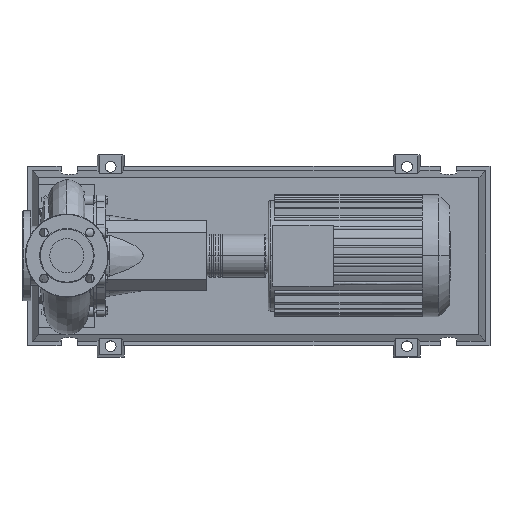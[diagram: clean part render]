
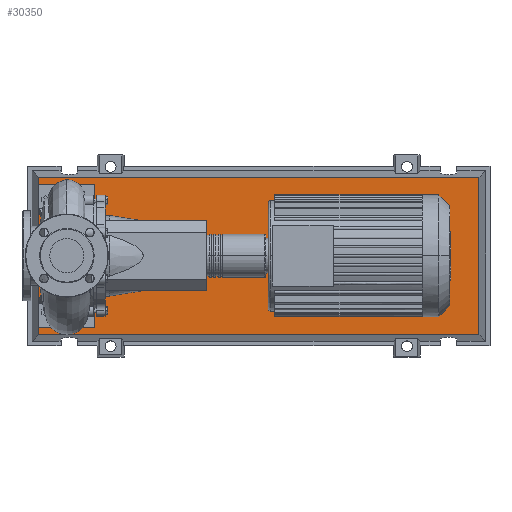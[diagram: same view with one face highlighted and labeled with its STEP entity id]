
A CAD part, top view. The second image highlights one B-rep face of the part: STEP entity #30350.
In plain terms, the highlighted planar face has unit normal (0, 0, 1).
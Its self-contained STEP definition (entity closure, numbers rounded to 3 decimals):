
#30031=CARTESIAN_POINT('',(917.971,-175.471,103.0));
#30032=VERTEX_POINT('',#30031);
#30039=CARTESIAN_POINT('',(-62.971,-175.471,103.0));
#30040=VERTEX_POINT('',#30039);
#30041=CARTESIAN_POINT('',(917.971,-175.471,103.0));
#30042=DIRECTION('',(-1.0,0.0,0.0));
#30043=VECTOR('',#30042,980.941);
#30044=LINE('',#30041,#30043);
#30045=EDGE_CURVE('',#30032,#30040,#30044,.T.);
#30263=CARTESIAN_POINT('',(917.971,175.471,103.0));
#30264=VERTEX_POINT('',#30263);
#30265=CARTESIAN_POINT('',(917.971,175.471,103.0));
#30266=DIRECTION('',(0.0,-1.0,0.0));
#30267=VECTOR('',#30266,350.941);
#30268=LINE('',#30265,#30267);
#30269=EDGE_CURVE('',#30264,#30032,#30268,.T.);
#30287=CARTESIAN_POINT('',(-62.971,175.471,103.0));
#30288=VERTEX_POINT('',#30287);
#30289=CARTESIAN_POINT('',(-62.971,-175.471,103.0));
#30290=DIRECTION('',(0.0,1.0,0.0));
#30291=VECTOR('',#30290,350.941);
#30292=LINE('',#30289,#30291);
#30293=EDGE_CURVE('',#30040,#30288,#30292,.T.);
#30326=CARTESIAN_POINT('',(-62.971,175.471,103.0));
#30327=DIRECTION('',(1.0,0.0,0.0));
#30328=VECTOR('',#30327,980.941);
#30329=LINE('',#30326,#30328);
#30330=EDGE_CURVE('',#30288,#30264,#30329,.T.);
#30339=CARTESIAN_POINT('',(427.5,0.,103.0));
#30340=DIRECTION('',(0.0,0.0,1.0));
#30341=DIRECTION('',(1.0,0.0,0.0));
#30342=AXIS2_PLACEMENT_3D('',#30339,#30340,#30341);
#30343=PLANE('',#30342);
#30344=ORIENTED_EDGE('',*,*,#30269,.F.);
#30345=ORIENTED_EDGE('',*,*,#30330,.F.);
#30346=ORIENTED_EDGE('',*,*,#30293,.F.);
#30347=ORIENTED_EDGE('',*,*,#30045,.F.);
#30348=EDGE_LOOP('',(#30344,#30345,#30346,#30347));
#30349=FACE_OUTER_BOUND('',#30348,.T.);
#30350=ADVANCED_FACE('',(#30349),#30343,.T.);
